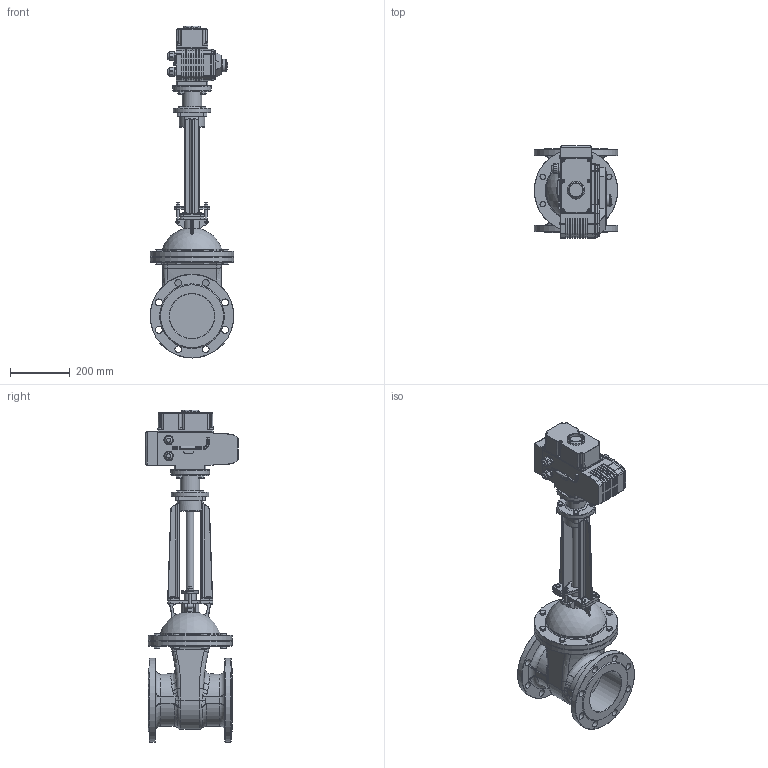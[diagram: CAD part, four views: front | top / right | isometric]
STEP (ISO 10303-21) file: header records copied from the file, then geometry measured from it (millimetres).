
FILE_DESCRIPTION(/* description */ (''),/* implementation_level */ '2;1');
FILE_NAME(/* name */ 'DN150_3D_STEP.stp',/* time_stamp */ '2025-04-15T00:50:17+03:00',/* author */ ('igorr'),/* organization */ (''),/* preprocessor_version */ 'ST-DEVELOPER v20',/* originating_system */ 'Autodesk Inventor 2025',/* authorisation */ '');
FILE_SCHEMA (('AUTOMOTIVE_DESIGN { 1 0 10303 214 3 1 1 }'));
Products named in the file (13): Сборка1; Тип Б; Сборка; Деталь; AS 1420 - 1973 - M3 x 6; AS 1420 - 1973 - M6 x 16; AS 1420 - 1973 - M5 x 16; Деталь3; Деталь1; ANSI B18.2.4.2M - M8x1,25; AS 1110 - M12 x 20; AS 1110 - M8 x 12; AS 1110 - M10 x 16
Assembly tree (51 placements, depth 3):
  Сборка1
    Тип Б
    Сборка
      Деталь
      AS 1420 - 1973 - M3 x 6  x4
      AS 1420 - 1973 - M6 x 16  x6
      AS 1420 - 1973 - M5 x 16  x6
      Деталь3
    AS 1110 - M12 x 20  x20
    Деталь1
    ANSI B18.2.4.2M - M8x1,25  x2
    AS 1110 - M8 x 12  x4
    AS 1110 - M10 x 16  x4
Bounding box: 280 x 308 x 1110 mm (x, y, z)
Volume: 18894820.6 mm3; surface area: 1412415.7 mm2
Topology: 52 solids, 57 shells, 2350 faces, 5761 edges, 3602 vertices
Faces by surface type: plane 1191, cylinder 583, cone 279, bspline 164, torus 128, sphere 5
Full cylindrical faces by diameter (mm): 3 x4, 5 x6, 5.5 x4, 6 x6, 6.647 x2, 7 x8, 8 x8, 8.5 x6, 9 x4, 10 x22, 12 x24, 13 x4, 13.606 x2, 14 x4, 15 x2, 16 x20, 18 x20, 23 x16, 25 x1, 27.184 x2, 30 x3, 32 x2, 40 x1, 41.63 x1, 41.932 x1, 44 x1, 45 x1, 48.957 x1, 50 x1, 60 x2
Entity records: 55017 total; most frequent: CARTESIAN_POINT 15632, ORIENTED_EDGE 7884, DIRECTION 7722, EDGE_CURVE 3942, AXIS2_PLACEMENT_3D 2820, VERTEX_POINT 2511, LINE 2082, VECTOR 2082
